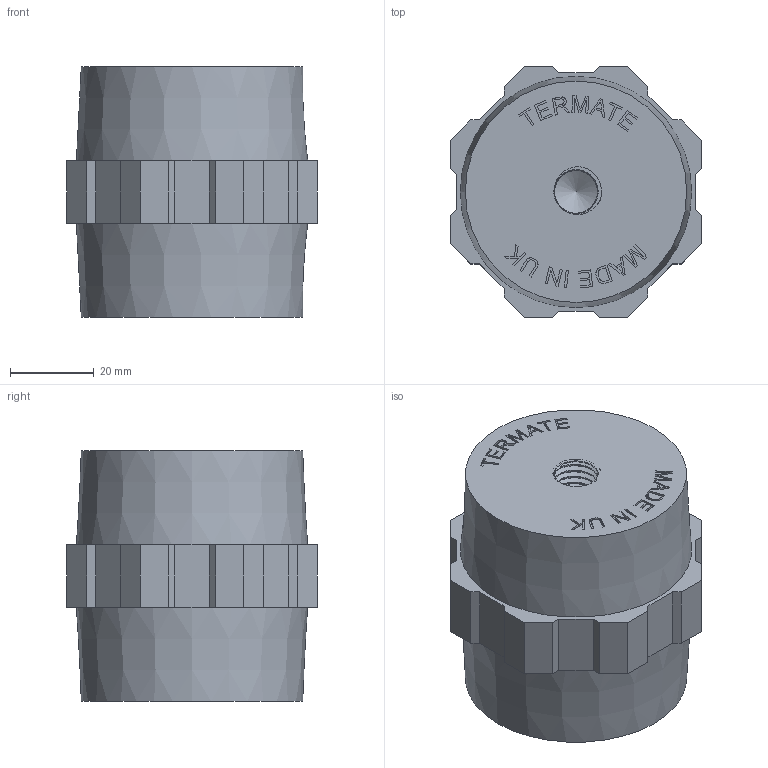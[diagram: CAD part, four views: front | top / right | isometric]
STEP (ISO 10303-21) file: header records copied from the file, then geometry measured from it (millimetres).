
FILE_DESCRIPTION(/* description */ (''),/* implementation_level */ '2;1');
FILE_NAME(/* name */ 'AM6-060-12.step',/* time_stamp */ '2019-12-10T16:27:44+00:00',/* author */ (''),/* organization */ (''),/* preprocessor_version */ 'ST-DEVELOPER v18',/* originating_system */ 'Autodesk Translation Framework v8.12.0.6',/* authorisation */ '');
FILE_SCHEMA (('AUTOMOTIVE_DESIGN { 1 0 10303 214 3 1 1 }'));
Length unit declared in the file: millimetre
Products named in the file (1): AM6-060-12
Bounding box: 60 x 60 x 60 mm (x, y, z)
Volume: 143288.2 mm3; surface area: 18272.5 mm2
Topology: 1 solids, 3 shells, 323 faces, 884 edges, 586 vertices
Faces by surface type: plane 218, bspline 55, cylinder 42, cone 8
Full cylindrical faces by diameter (mm): 10.274 x18, 12.226 x16, 14 x2
Entity records: 14783 total; most frequent: CARTESIAN_POINT 7071, ORIENTED_EDGE 1764, DIRECTION 1258, EDGE_CURVE 882, LINE 664, VECTOR 664, VERTEX_POINT 586, EDGE_LOOP 348
